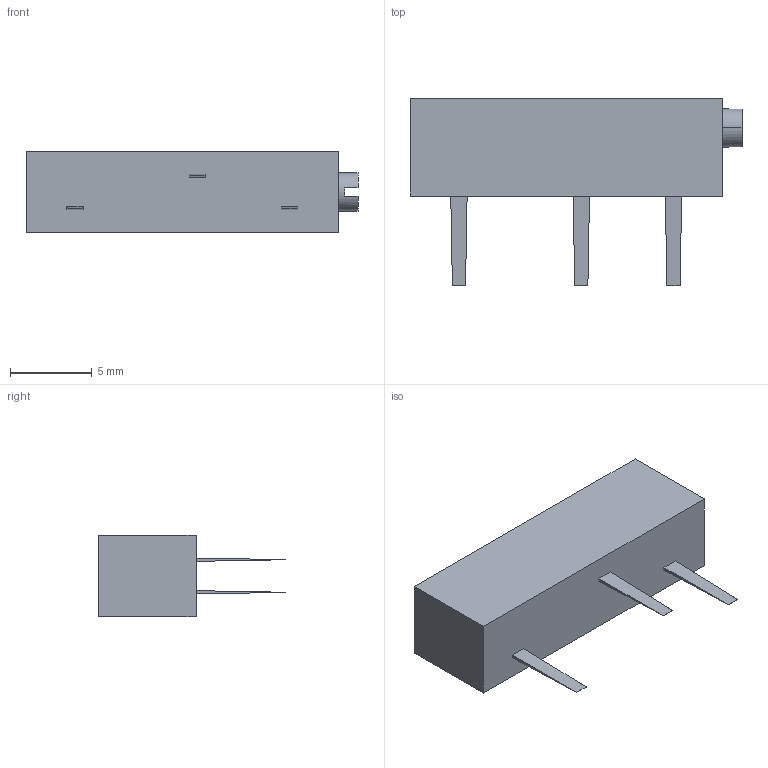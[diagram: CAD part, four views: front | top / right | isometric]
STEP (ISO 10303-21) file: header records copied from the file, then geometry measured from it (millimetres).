
FILE_DESCRIPTION (( 'STEP AP214' ), '1' );
FILE_NAME ('POTENTIOMETER_3D_001.STEP', '2022-07-23T16:32:55', ( '' ), ( '' ), 'SwSTEP 2.0', 'SolidWorks 2021', '' );
FILE_SCHEMA (( 'AUTOMOTIVE_DESIGN' ));
Length unit declared in the file: millimetre
Products named in the file (1): POTENTIOMETER_3D_001
Bounding box: 20.35 x 11.5 x 5 mm (x, y, z)
Volume: 580.4 mm3; surface area: 535.6 mm2
Topology: 5 solids, 5 shells, 32 faces, 66 edges, 44 vertices
Faces by surface type: plane 30, cylinder 2
Entity records: 908 total; most frequent: CARTESIAN_POINT 143, DIRECTION 140, ORIENTED_EDGE 132, EDGE_CURVE 66, VECTOR 58, LINE 58, VERTEX_POINT 44, AXIS2_PLACEMENT_3D 41
